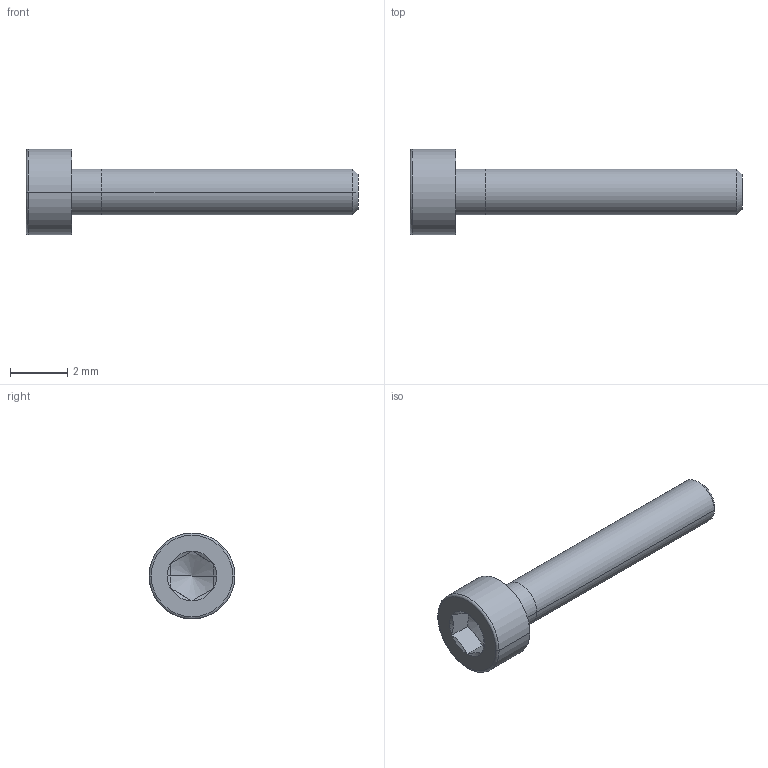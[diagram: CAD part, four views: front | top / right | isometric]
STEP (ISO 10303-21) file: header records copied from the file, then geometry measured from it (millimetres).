
FILE_DESCRIPTION(/* description */ ('VariCAD 2015-3.01 AP-214'),/* implementation_level */ '2;1');
FILE_NAME(/* name */ '0353-97-25.stp',/* time_stamp */ '2015-12-18T03:34:20-07:00',/* author */ (''),/* organization */ (''),/* preprocessor_version */ 'ST-DEVELOPER v14',/* originating_system */ 'VariCAD 2015-3.01; kernel version (20130303)',/* authorisation */ '');
FILE_SCHEMA (('AUTOMOTIVE_DESIGN'));
Length unit declared in the file: millimetre
Products named in the file (2): 0353-97-25
Assembly tree (1 placements, depth 2):
  0353-97-25
    0353-97-25
Bounding box: 11.6 x 3 x 3 mm (x, y, z)
Volume: 29.5 mm3; surface area: 82.7 mm2
Topology: 1 solids, 1 shells, 29 faces, 60 edges, 33 vertices
Faces by surface type: cone 12, plane 9, cylinder 6, torus 2
Entity records: 871 total; most frequent: CARTESIAN_POINT 204, DIRECTION 132, ORIENTED_EDGE 116, EDGE_CURVE 58, AXIS2_PLACEMENT_3D 57, VERTEX_POINT 33, EDGE_LOOP 31, ADVANCED_FACE 29
